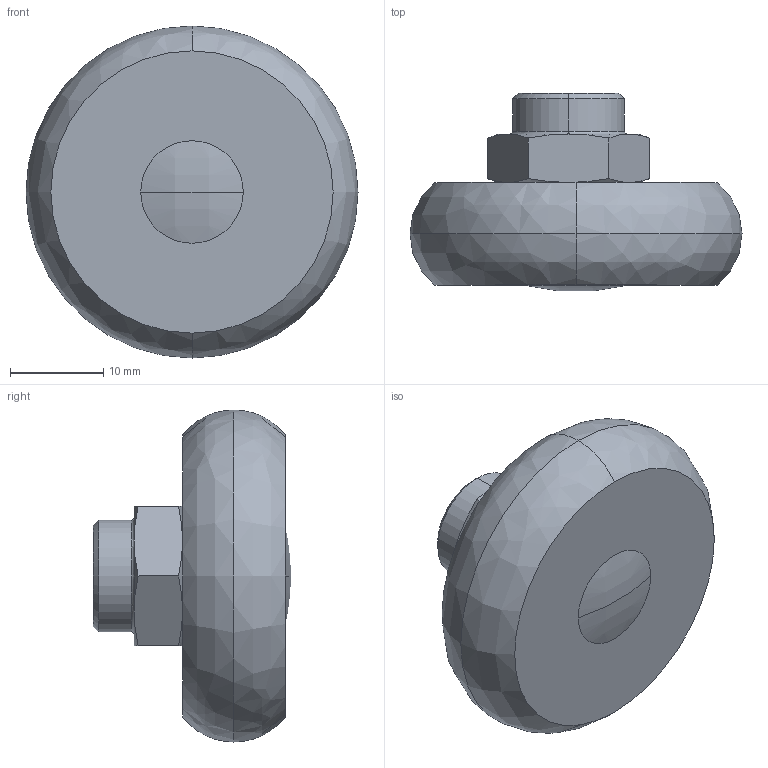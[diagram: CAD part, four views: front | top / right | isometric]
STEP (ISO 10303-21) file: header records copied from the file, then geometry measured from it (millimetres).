
FILE_DESCRIPTION (( 'STEP AP214' ), '1' );
FILE_NAME ('RXBA45-2RS-Rollco.step', '2022-01-21T07:23:37', ( '' ), ( '' ), 'SwSTEP 2.0', 'SolidWorks 2010', '' );
FILE_SCHEMA (( 'AUTOMOTIVE_DESIGN' ));
Length unit declared in the file: millimetre
Products named in the file (1): RXBA45-2RS-Rollco
Bounding box: 35.6 x 21.22 x 35.6 mm (x, y, z)
Volume: 9092.8 mm3; surface area: 8720.1 mm2
Topology: 12 solids, 13 shells, 124 faces, 267 edges, 148 vertices
Faces by surface type: cone 43, bspline 28, cylinder 28, plane 25
Entity records: 3860 total; most frequent: CARTESIAN_POINT 1216, DIRECTION 551, ORIENTED_EDGE 474, AXIS2_PLACEMENT_3D 243, EDGE_CURVE 237, VERTEX_POINT 148, CIRCLE 146, EDGE_LOOP 143
